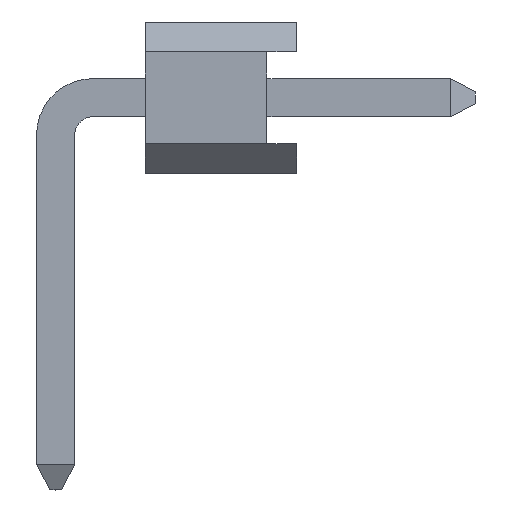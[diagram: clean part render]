
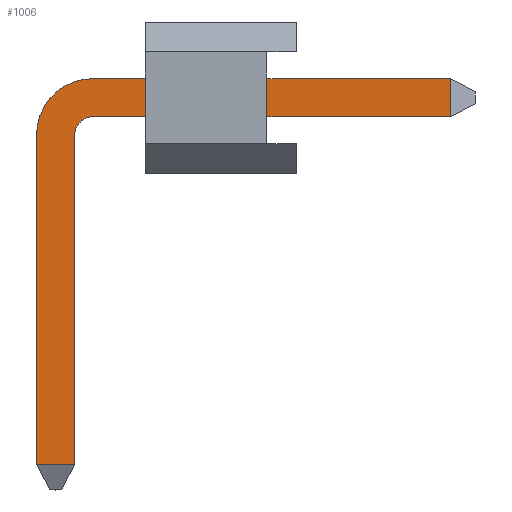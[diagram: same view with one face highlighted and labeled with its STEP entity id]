
A CAD part, left-side view. The second image highlights one B-rep face of the part: STEP entity #1006.
In plain terms, the highlighted planar face has unit normal (-1, 0, 0).
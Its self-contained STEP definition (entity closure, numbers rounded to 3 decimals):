
#60 = VERTEX_POINT ( 'NONE', #15175 ) ;
#95 = VECTOR ( 'NONE', #22351, 1000. ) ;
#728 = CIRCLE ( 'NONE', #2591, 0.94 ) ;
#1006 = ADVANCED_FACE ( 'NONE', ( #8707 ), #1828, .F. ) ;
#1364 = ORIENTED_EDGE ( 'NONE', *, *, #16723, .T. ) ;
#1620 = VECTOR ( 'NONE', #14382, 1000. ) ;
#1828 = PLANE ( 'NONE',  #22091 ) ;
#2134 = EDGE_CURVE ( 'NONE', #11596, #11769, #728, .T. ) ;
#2418 = CARTESIAN_POINT ( 'NONE',  ( -24.45, -2.58, -1.59 ) ) ;
#2502 = CARTESIAN_POINT ( 'NONE',  ( -24.45, -3., -7.43 ) ) ;
#2591 = AXIS2_PLACEMENT_3D ( 'NONE', #15604, #10317, #6839 ) ;
#3816 = CIRCLE ( 'NONE', #18957, 0.3 ) ;
#3999 = DIRECTION ( 'NONE',  ( 0., 0., 1. ) ) ;
#4060 = CARTESIAN_POINT ( 'NONE',  ( -24.45, 4.36, -7.43 ) ) ;
#4322 = VERTEX_POINT ( 'NONE', #22263 ) ;
#4326 = CARTESIAN_POINT ( 'NONE',  ( -24.45, 4.36, -1.59 ) ) ;
#4633 = VECTOR ( 'NONE', #3999, 1000. ) ;
#4945 = CARTESIAN_POINT ( 'NONE',  ( -24.45, 3.72, -7.43 ) ) ;
#5386 = CARTESIAN_POINT ( 'NONE',  ( -24.45, 4.36, -0.95 ) ) ;
#5466 = DIRECTION ( 'NONE',  ( 0., -1., 0. ) ) ;
#5632 = ORIENTED_EDGE ( 'NONE', *, *, #9362, .T. ) ;
#5656 = VERTEX_POINT ( 'NONE', #4060 ) ;
#5677 = VECTOR ( 'NONE', #9590, 1000. ) ;
#6020 = DIRECTION ( 'NONE',  ( 0., 0., -1. ) ) ;
#6338 = CARTESIAN_POINT ( 'NONE',  ( -24.45, 3.42, -0.95 ) ) ;
#6839 = DIRECTION ( 'NONE',  ( 0., 0., -1. ) ) ;
#7187 = CARTESIAN_POINT ( 'NONE',  ( -24.45, 4.36, -1.59 ) ) ;
#7570 = VECTOR ( 'NONE', #5466, 1000. ) ;
#7701 = LINE ( 'NONE', #14635, #4633 ) ;
#8263 = LINE ( 'NONE', #20712, #95 ) ;
#8707 = FACE_OUTER_BOUND ( 'NONE', #9719, .T. ) ;
#9362 = EDGE_CURVE ( 'NONE', #4322, #60, #3816, .T. ) ;
#9563 = CARTESIAN_POINT ( 'NONE',  ( -24.45, 4.36, -1.89 ) ) ;
#9590 = DIRECTION ( 'NONE',  ( 0., 1., 0. ) ) ;
#9719 = EDGE_LOOP ( 'NONE', ( #10134, #22525, #10839, #5632, #19660, #1364, #12980, #11455 ) ) ;
#10134 = ORIENTED_EDGE ( 'NONE', *, *, #12563, .F. ) ;
#10317 = DIRECTION ( 'NONE',  ( -1., 0., 0. ) ) ;
#10839 = ORIENTED_EDGE ( 'NONE', *, *, #12693, .T. ) ;
#11455 = ORIENTED_EDGE ( 'NONE', *, *, #2134, .T. ) ;
#11596 = VERTEX_POINT ( 'NONE', #6338 ) ;
#11640 = VERTEX_POINT ( 'NONE', #4945 ) ;
#11769 = VERTEX_POINT ( 'NONE', #9563 ) ;
#12563 = EDGE_CURVE ( 'NONE', #5656, #11769, #16332, .T. ) ;
#12693 = EDGE_CURVE ( 'NONE', #11640, #4322, #8263, .T. ) ;
#12980 = ORIENTED_EDGE ( 'NONE', *, *, #19828, .F. ) ;
#14005 = DIRECTION ( 'NONE',  ( 0., 1., 0. ) ) ;
#14139 = CARTESIAN_POINT ( 'NONE',  ( -24.45, 4.36, -1.59 ) ) ;
#14382 = DIRECTION ( 'NONE',  ( 0., -1., 0. ) ) ;
#14486 = LINE ( 'NONE', #5386, #1620 ) ;
#14517 = VECTOR ( 'NONE', #19909, 1000. ) ;
#14635 = CARTESIAN_POINT ( 'NONE',  ( -24.45, -2.58, -7.85 ) ) ;
#14919 = CARTESIAN_POINT ( 'NONE',  ( -24.45, 3.42, -1.89 ) ) ;
#15175 = CARTESIAN_POINT ( 'NONE',  ( -24.45, 3.42, -1.59 ) ) ;
#15604 = CARTESIAN_POINT ( 'NONE',  ( -24.45, 3.42, -1.89 ) ) ;
#15962 = LINE ( 'NONE', #14139, #7570 ) ;
#16332 = LINE ( 'NONE', #4326, #14517 ) ;
#16723 = EDGE_CURVE ( 'NONE', #21168, #19266, #7701, .T. ) ;
#18341 = LINE ( 'NONE', #2502, #5677 ) ;
#18446 = CARTESIAN_POINT ( 'NONE',  ( -24.45, -2.58, -0.95 ) ) ;
#18957 = AXIS2_PLACEMENT_3D ( 'NONE', #14919, #20106, #6020 ) ;
#19254 = EDGE_CURVE ( 'NONE', #11640, #5656, #18341, .T. ) ;
#19266 = VERTEX_POINT ( 'NONE', #18446 ) ;
#19415 = DIRECTION ( 'NONE',  ( 1., 0., 0. ) ) ;
#19660 = ORIENTED_EDGE ( 'NONE', *, *, #21077, .T. ) ;
#19828 = EDGE_CURVE ( 'NONE', #11596, #19266, #14486, .T. ) ;
#19909 = DIRECTION ( 'NONE',  ( 0., 0., 1. ) ) ;
#20106 = DIRECTION ( 'NONE',  ( 1., 0., 0. ) ) ;
#20712 = CARTESIAN_POINT ( 'NONE',  ( -24.45, 3.72, -7.85 ) ) ;
#21077 = EDGE_CURVE ( 'NONE', #60, #21168, #15962, .T. ) ;
#21168 = VERTEX_POINT ( 'NONE', #2418 ) ;
#22091 = AXIS2_PLACEMENT_3D ( 'NONE', #7187, #19415, #14005 ) ;
#22263 = CARTESIAN_POINT ( 'NONE',  ( -24.45, 3.72, -1.89 ) ) ;
#22351 = DIRECTION ( 'NONE',  ( 0., 0., 1. ) ) ;
#22525 = ORIENTED_EDGE ( 'NONE', *, *, #19254, .F. ) ;
